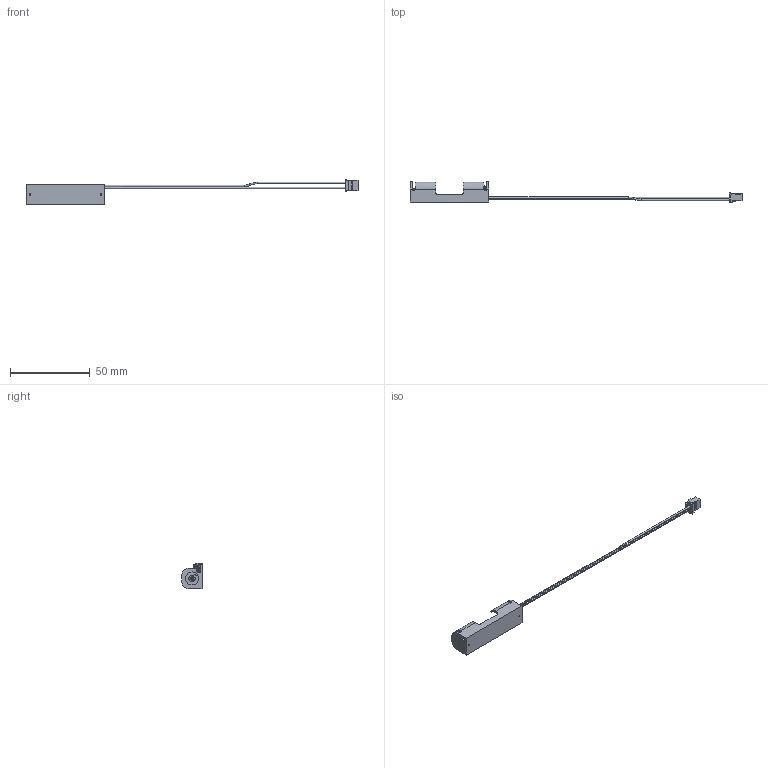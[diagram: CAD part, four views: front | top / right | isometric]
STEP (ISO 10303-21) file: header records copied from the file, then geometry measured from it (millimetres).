
FILE_DESCRIPTION (( 'STEP AP214' ), '1' );
FILE_NAME ('2467CN.STEP', '2017-04-11T15:22:16', ( '' ), ( '' ), 'SwSTEP 2.0', 'SolidWorks 2013', '' );
FILE_SCHEMA (( 'AUTOMOTIVE_DESIGN' ));
Length unit declared in the file: inch
Products named in the file (1): 2467CN
Bounding box: 207.7 x 12.85 x 16.05 mm (x, y, z)
Volume: 2331 mm3; surface area: 5557.3 mm2
Topology: 8 solids, 8 shells, 307 faces, 798 edges, 518 vertices
Faces by surface type: plane 191, cylinder 92, torus 16, bspline 8
Entity records: 15720 total; most frequent: CARTESIAN_POINT 3990, ORIENTED_EDGE 1596, DIRECTION 1552, EDGE_CURVE 798, LINE 520, VECTOR 520, VERTEX_POINT 518, AXIS2_PLACEMENT_3D 516
